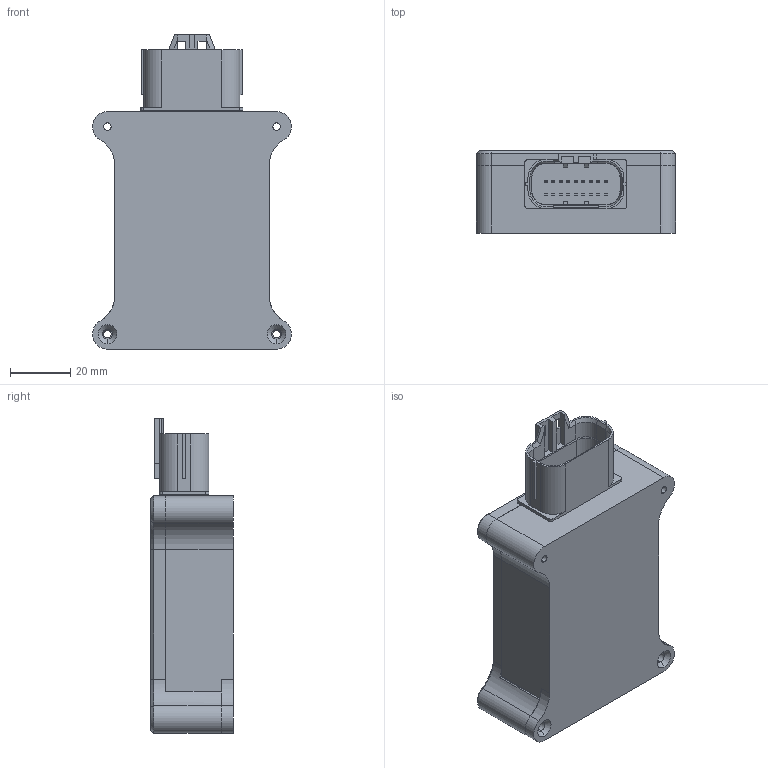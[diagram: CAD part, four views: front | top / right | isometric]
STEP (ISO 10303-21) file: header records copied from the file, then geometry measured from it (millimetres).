
FILE_DESCRIPTION (( 'STEP AP203' ), '1' );
FILE_NAME ('Syvecs_CanBridge.STEP', '2021-05-20T06:44:09', ( '' ), ( '' ), 'SwSTEP 2.0', 'SolidWorks 2020', '' );
FILE_SCHEMA (( 'CONFIG_CONTROL_DESIGN' ));
Length unit declared in the file: millimetre
Products named in the file (8): TCBV2_CASE_BOTTOM; TCBv2 - USB_Micro_c-2174507-2-b-3d; TCB2 - BOARD; TCBv2 - Connector-K3D-MX23A18NF1; Syvecs_CanBridge; TCBV2_CASE_TOP_EGT; TCBv2 - Connector_ExpansionBoard_Fem; TCBV2_Board_Assy
Assembly tree (8 placements, depth 3):
  Syvecs_CanBridge
    TCBV2_CASE_BOTTOM
    TCBV2_CASE_TOP_EGT
    TCBV2_Board_Assy
      TCB2 - BOARD
      TCBv2 - Connector_ExpansionBoard_Fem  x2
      TCBv2 - USB_Micro_c-2174507-2-b-3d
      TCBv2 - Connector-K3D-MX23A18NF1
Bounding box: 66.32 x 27.5 x 104.73 mm (x, y, z)
Volume: 54220.9 mm3; surface area: 47049.4 mm2
Topology: 7 solids, 7 shells, 1713 faces, 4442 edges, 2840 vertices
Faces by surface type: plane 819, cylinder 614, cone 224, sphere 46, torus 10
Entity records: 47606 total; most frequent: DIRECTION 8234, CARTESIAN_POINT 8143, ORIENTED_EDGE 7916, EDGE_CURVE 3958, AXIS2_PLACEMENT_3D 2793, LINE 2648, VECTOR 2648, VERTEX_POINT 2562
